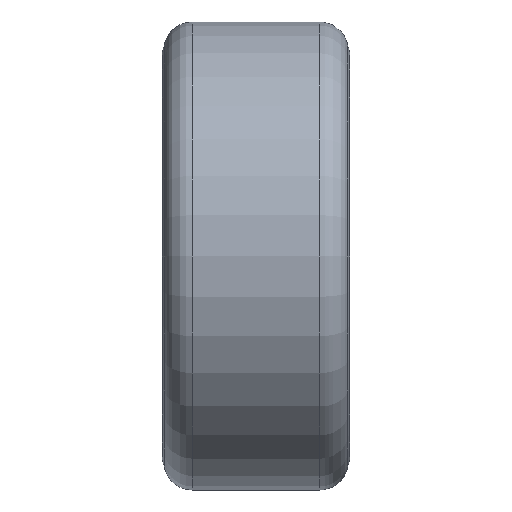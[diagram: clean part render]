
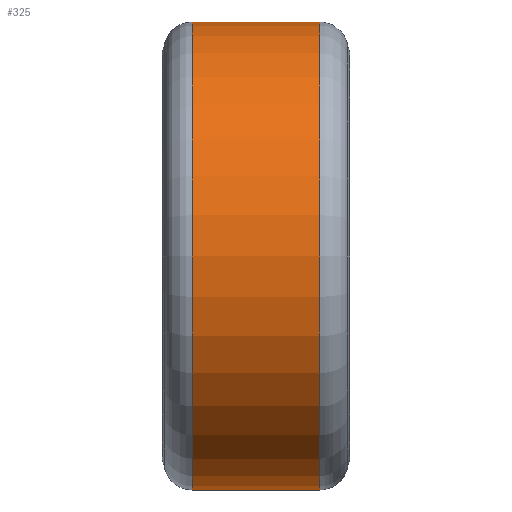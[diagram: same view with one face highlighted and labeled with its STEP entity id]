
A CAD part, front view. The second image highlights one B-rep face of the part: STEP entity #325.
In plain terms, the highlighted cylindrical face has radius 50 mm (diameter 100 mm), a full revolution.
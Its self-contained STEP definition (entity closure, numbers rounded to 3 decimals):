
#325 = ADVANCED_FACE( '', ( #657, #658 ), #659, .T. );
#657 = FACE_OUTER_BOUND( '', #1039, .T. );
#658 = FACE_OUTER_BOUND( '', #1040, .T. );
#659 = CYLINDRICAL_SURFACE( '', #1041, 50. );
#1039 = EDGE_LOOP( '', ( #1603 ) );
#1040 = EDGE_LOOP( '', ( #1604 ) );
#1041 = AXIS2_PLACEMENT_3D( '', #1605, #1606, #1607 );
#1603 = ORIENTED_EDGE( '', *, *, #1841, .T. );
#1604 = ORIENTED_EDGE( '', *, *, #1842, .F. );
#1605 = CARTESIAN_POINT( '', ( 40., 0., 0. ) );
#1606 = DIRECTION( '', ( -1., 0., 0. ) );
#1607 = DIRECTION( '', ( 0., 0., -1. ) );
#1841 = EDGE_CURVE( '', #2152, #2152, #2153, .T. );
#1842 = EDGE_CURVE( '', #2154, #2154, #2155, .T. );
#2152 = VERTEX_POINT( '', #2529 );
#2153 = CIRCLE( '', #2530, 50. );
#2154 = VERTEX_POINT( '', #2531 );
#2155 = CIRCLE( '', #2532, 50. );
#2529 = CARTESIAN_POINT( '', ( 6.346, 0., -50. ) );
#2530 = AXIS2_PLACEMENT_3D( '', #2788, #2789, #2790 );
#2531 = CARTESIAN_POINT( '', ( 33.654, 0., -50. ) );
#2532 = AXIS2_PLACEMENT_3D( '', #2791, #2792, #2793 );
#2788 = CARTESIAN_POINT( '', ( 6.346, 0., 0. ) );
#2789 = DIRECTION( '', ( 1., 0., 0. ) );
#2790 = DIRECTION( '', ( 0., 0., -1. ) );
#2791 = CARTESIAN_POINT( '', ( 33.654, 0., 0. ) );
#2792 = DIRECTION( '', ( 1., 0., 0. ) );
#2793 = DIRECTION( '', ( 0., 0., -1. ) );
